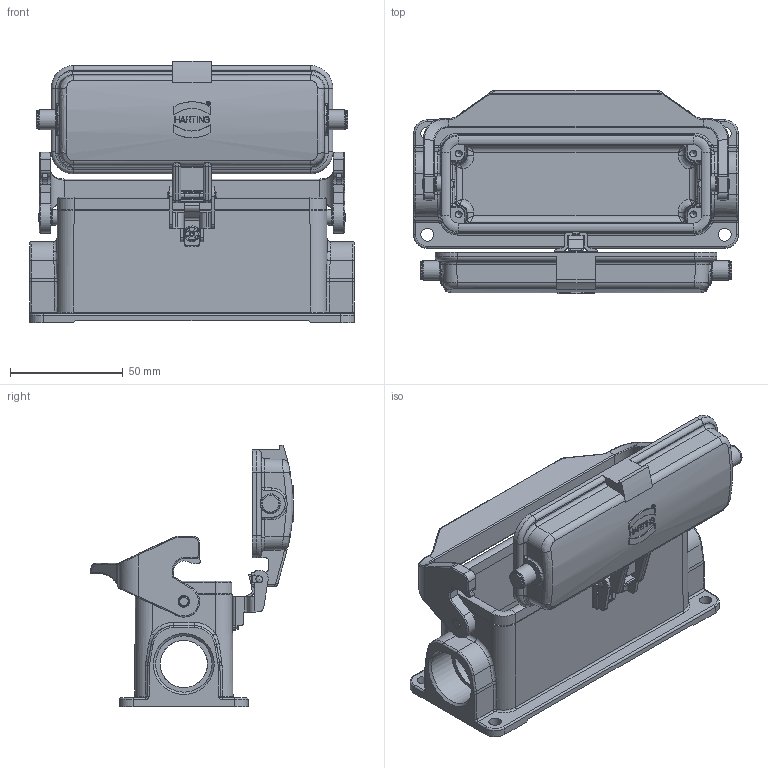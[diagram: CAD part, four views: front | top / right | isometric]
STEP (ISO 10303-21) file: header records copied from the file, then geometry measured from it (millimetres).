
FILE_DESCRIPTION(/* description */ (''),/* implementation_level */ '2;1');
FILE_NAME(/* name */ '100094909ugm000_d.stp',/* time_stamp */ '2017-11-03T10:18:02+01:00',/* author */ (''),/* organization */ (''),/* preprocessor_version */ 'ST-DEVELOPER v16',/* originating_system */ 'SIEMENS PLM Software NX 10.0',/* authorisation */ '');
FILE_SCHEMA (('AUTOMOTIVE_DESIGN { 1 0 10303 214 3 1 1 1 }'));
Products named in the file (1): 100094909ugm000_d
Bounding box: 144 x 90.25 x 116.08 mm (x, y, z)
Volume: 154741.3 mm3; surface area: 87150.5 mm2
Topology: 3 solids, 3 shells, 1081 faces, 3410 edges, 2965 vertices
Faces by surface type: plane 425, cylinder 347, bspline 194, cone 51, torus 42, extrusion 16, sphere 6
Full cylindrical faces by diameter (mm): 1.52 x1, 1.68 x1, 2.05 x2, 2.95 x4, 3 x6, 3.05 x2, 4 x5, 4.8 x2, 4.97 x2, 5.1 x4, 5.6 x4, 7 x3, 8 x2, 8.8 x2, 21 x2, 25 x2
Entity records: 48886 total; most frequent: CARTESIAN_POINT 15153, ORIENTED_EDGE 5258, DIRECTION 5059, EDGE_CURVE 2629, AXIS2_PLACEMENT_3D 1782, VERTEX_POINT 1688, VECTOR 1495, LINE 1479
